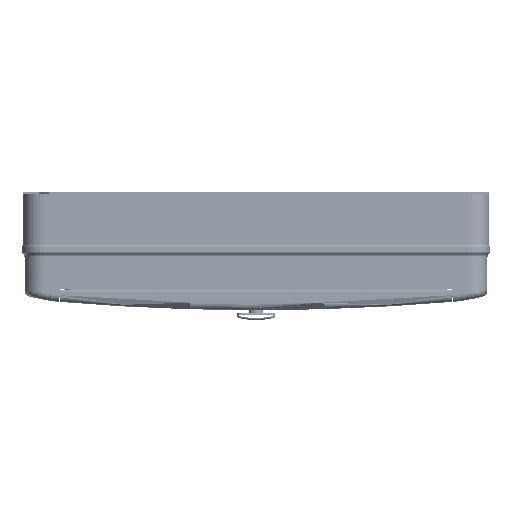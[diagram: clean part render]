
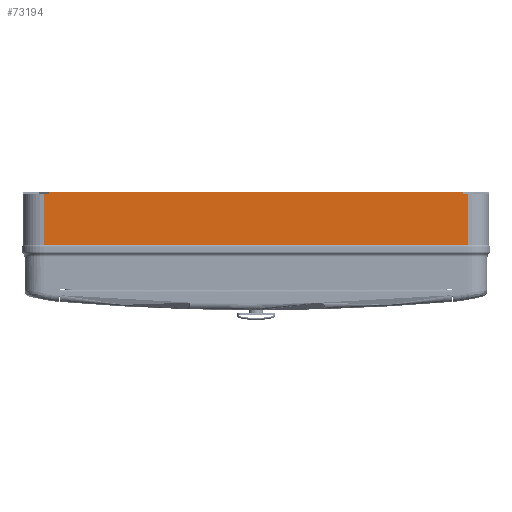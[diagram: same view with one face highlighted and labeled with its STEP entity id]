
A CAD part, front view. The second image highlights one B-rep face of the part: STEP entity #73194.
In plain terms, the highlighted planar face has unit normal (0, -1, 0).
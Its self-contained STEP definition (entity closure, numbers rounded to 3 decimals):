
#905 = CARTESIAN_POINT ( 'NONE',  ( 247.15, -203.15, 67.5 ) ) ;
#6405 = DIRECTION ( 'NONE',  ( 1., 0., 0. ) ) ;
#7235 = DIRECTION ( 'NONE',  ( 1., 0., 0. ) ) ;
#9304 = LINE ( 'NONE', #120343, #12587 ) ;
#9995 = CARTESIAN_POINT ( 'NONE',  ( 247.15, -203.15, 70. ) ) ;
#12587 = VECTOR ( 'NONE', #226691, 1000. ) ;
#12850 = ORIENTED_EDGE ( 'NONE', *, *, #118819, .T. ) ;
#13999 = DIRECTION ( 'NONE',  ( 0., 0., -1. ) ) ;
#18163 = VERTEX_POINT ( 'NONE', #234083 ) ;
#21394 = VECTOR ( 'NONE', #95572, 1000. ) ;
#23141 = LINE ( 'NONE', #134149, #21394 ) ;
#23589 = VERTEX_POINT ( 'NONE', #190276 ) ;
#29001 = DIRECTION ( 'NONE',  ( 0., 0., -1. ) ) ;
#30875 = EDGE_CURVE ( '������491', #116621, #23589, #228566, .T. ) ;
#69607 = VECTOR ( 'NONE', #6405, 1000. ) ;
#70345 = VECTOR ( 'NONE', #7235, 1000. ) ;
#73194 = ADVANCED_FACE ( '�����16', ( #221166 ), #111222, .F. ) ;
#75044 = DIRECTION ( 'NONE',  ( 0., 1., 0. ) ) ;
#87751 = LINE ( 'NONE', #125171, #188916 ) ;
#95572 = DIRECTION ( 'NONE',  ( 1., 0., 0. ) ) ;
#99472 = VERTEX_POINT ( 'NONE', #221603 ) ;
#107683 = CARTESIAN_POINT ( 'NONE',  ( -279.15, -203.15, 67.5 ) ) ;
#108214 = LINE ( 'NONE', #202387, #69607 ) ;
#109088 = EDGE_CURVE ( 'NONE', #116621, #224742, #119619, .T. ) ;
#111222 = PLANE ( 'NONE',  #233433 ) ;
#111689 = VECTOR ( 'NONE', #140318, 1000. ) ;
#116159 = CARTESIAN_POINT ( 'NONE',  ( -254.15, -203.15, 6.264 ) ) ;
#116621 = VERTEX_POINT ( 'NONE', #119004 ) ;
#117675 = VECTOR ( 'NONE', #193300, 1000. ) ;
#118819 = EDGE_CURVE ( 'NONE', #99472, #207922, #87751, .T. ) ;
#119004 = CARTESIAN_POINT ( 'NONE',  ( 247.15, -203.15, 70. ) ) ;
#119204 = ORIENTED_EDGE ( 'NONE', *, *, #178142, .T. ) ;
#119619 = LINE ( 'NONE', #158218, #117675 ) ;
#120343 = CARTESIAN_POINT ( 'NONE',  ( 254.15, -203.15, 67.5 ) ) ;
#125171 = CARTESIAN_POINT ( 'NONE',  ( -254.15, -203.15, 67.5 ) ) ;
#129881 = ORIENTED_EDGE ( 'NONE', *, *, #30875, .T. ) ;
#134149 = CARTESIAN_POINT ( 'NONE',  ( -279.15, -203.15, 6.264 ) ) ;
#140318 = DIRECTION ( 'NONE',  ( -1., 0., 0. ) ) ;
#148551 = CARTESIAN_POINT ( 'NONE',  ( 254.15, -203.15, 6.264 ) ) ;
#158218 = CARTESIAN_POINT ( 'NONE',  ( 247.15, -203.15, 760.492 ) ) ;
#158254 = VERTEX_POINT ( 'NONE', #173979 ) ;
#161719 = LINE ( 'NONE', #236557, #187038 ) ;
#163530 = EDGE_CURVE ( 'NONE', #99472, #158254, #108214, .T. ) ;
#171612 = ORIENTED_EDGE ( 'NONE', *, *, #208309, .F. ) ;
#173979 = CARTESIAN_POINT ( 'NONE',  ( -247.15, -203.15, 67.5 ) ) ;
#174986 = LINE ( 'NONE', #207685, #70345 ) ;
#177598 = ORIENTED_EDGE ( 'NONE', *, *, #233218, .T. ) ;
#178142 = EDGE_CURVE ( 'NONE', #23589, #158254, #161719, .T. ) ;
#183006 = ORIENTED_EDGE ( 'NONE', *, *, #109088, .F. ) ;
#186115 = DIRECTION ( 'NONE',  ( 0., 0., 1. ) ) ;
#187038 = VECTOR ( 'NONE', #29001, 1000. ) ;
#188916 = VECTOR ( 'NONE', #13999, 1000. ) ;
#190276 = CARTESIAN_POINT ( 'NONE',  ( -247.15, -203.15, 70. ) ) ;
#193300 = DIRECTION ( 'NONE',  ( 0., 0., -1. ) ) ;
#202387 = CARTESIAN_POINT ( 'NONE',  ( -279.15, -203.15, 67.5 ) ) ;
#207685 = CARTESIAN_POINT ( 'NONE',  ( -279.15, -203.15, 67.5 ) ) ;
#207702 = ORIENTED_EDGE ( 'NONE', *, *, #163530, .F. ) ;
#207922 = VERTEX_POINT ( 'NONE', #116159 ) ;
#208204 = VERTEX_POINT ( 'NONE', #148551 ) ;
#208309 = EDGE_CURVE ( 'NONE', #224742, #18163, #174986, .T. ) ;
#208515 = EDGE_CURVE ( '������520', #208204, #18163, #9304, .T. ) ;
#221166 = FACE_OUTER_BOUND ( 'NONE', #229078, .T. ) ;
#221603 = CARTESIAN_POINT ( 'NONE',  ( -254.15, -203.15, 67.5 ) ) ;
#223733 = ORIENTED_EDGE ( 'NONE', *, *, #208515, .T. ) ;
#224742 = VERTEX_POINT ( 'NONE', #905 ) ;
#226691 = DIRECTION ( 'NONE',  ( 0., 0., 1. ) ) ;
#228566 = LINE ( 'NONE', #9995, #111689 ) ;
#229078 = EDGE_LOOP ( 'NONE', ( #12850, #177598, #223733, #171612, #183006, #129881, #119204, #207702 ) ) ;
#233218 = EDGE_CURVE ( '������91', #207922, #208204, #23141, .T. ) ;
#233433 = AXIS2_PLACEMENT_3D ( 'NONE', #107683, #75044, #186115 ) ;
#234083 = CARTESIAN_POINT ( 'NONE',  ( 254.15, -203.15, 67.5 ) ) ;
#236557 = CARTESIAN_POINT ( 'NONE',  ( -247.15, -203.15, 760.492 ) ) ;
